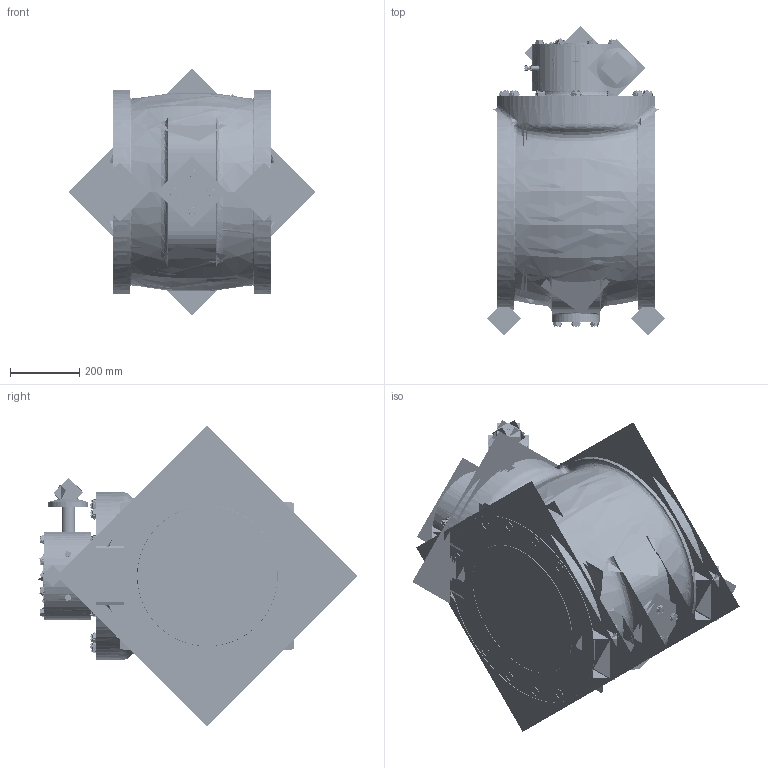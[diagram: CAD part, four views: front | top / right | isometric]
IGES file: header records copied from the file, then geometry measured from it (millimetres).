
Start section:  PTC IGES file: plug_flxfl-16in-nut_asm.igs
Global section: file name: plug_flxfl-16in-nut_asm.igs; native system: Creo Parametric by Parametric Technology Corporation; preprocessor: 2013050; author: HAPPY; organization: Unknown; date: 20170128.152819; units: inch
Bounding box: 709.9 x 957.65 x 868.69 mm (x, y, z)
Volume: 49175629.2 mm3; surface area: 22937503.3 mm2
Topology: 84 solids, 83 shells, 3996 faces, 19493 edges, 24525 vertices
Faces by surface type: revolution 2348, bspline 1542, extrusion 106
